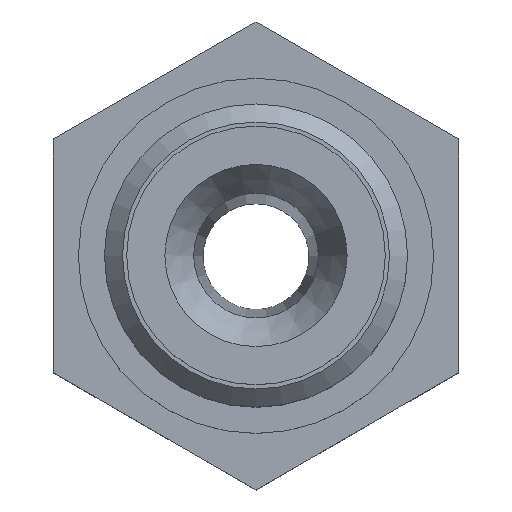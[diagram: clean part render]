
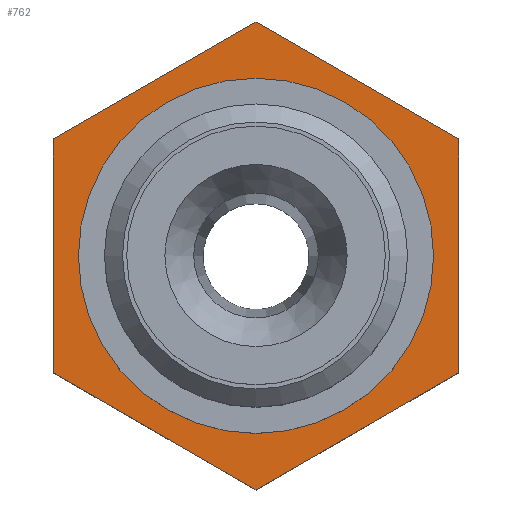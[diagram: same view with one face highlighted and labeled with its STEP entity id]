
A CAD part, top view. The second image highlights one B-rep face of the part: STEP entity #762.
In plain terms, the highlighted planar face has unit normal (0, 0, 1).
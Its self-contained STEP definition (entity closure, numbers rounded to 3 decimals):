
#36=LINE('',#1404,#60);
#38=LINE('',#1408,#62);
#40=LINE('',#1412,#64);
#42=LINE('',#1416,#66);
#44=LINE('',#1420,#68);
#46=LINE('',#1424,#70);
#60=VECTOR('',#1042,1000.);
#62=VECTOR('',#1046,1000.);
#64=VECTOR('',#1050,1000.);
#66=VECTOR('',#1054,1000.);
#68=VECTOR('',#1058,1000.);
#70=VECTOR('',#1062,1000.);
#86=PLANE('',#873);
#151=CIRCLE('',#872,5.7);
#329=ORIENTED_EDGE('',*,*,#417,.T.);
#330=ORIENTED_EDGE('',*,*,#415,.T.);
#331=ORIENTED_EDGE('',*,*,#425,.T.);
#332=ORIENTED_EDGE('',*,*,#423,.T.);
#333=ORIENTED_EDGE('',*,*,#421,.T.);
#334=ORIENTED_EDGE('',*,*,#419,.T.);
#335=ORIENTED_EDGE('',*,*,#433,.T.);
#415=EDGE_CURVE('',#491,#490,#36,.T.);
#417=EDGE_CURVE('',#492,#491,#38,.T.);
#419=EDGE_CURVE('',#493,#492,#40,.T.);
#421=EDGE_CURVE('',#494,#493,#42,.T.);
#423=EDGE_CURVE('',#495,#494,#44,.T.);
#425=EDGE_CURVE('',#490,#495,#46,.T.);
#433=EDGE_CURVE('',#503,#503,#151,.T.);
#490=VERTEX_POINT('',#1403);
#491=VERTEX_POINT('',#1405);
#492=VERTEX_POINT('',#1409);
#493=VERTEX_POINT('',#1413);
#494=VERTEX_POINT('',#1417);
#495=VERTEX_POINT('',#1421);
#503=VERTEX_POINT('',#1447);
#606=EDGE_LOOP('',(#329,#330,#331,#332,#333,#334));
#607=EDGE_LOOP('',(#335));
#690=FACE_BOUND('',#606,.T.);
#691=FACE_BOUND('',#607,.T.);
#762=ADVANCED_FACE('',(#690,#691),#86,.F.);
#872=AXIS2_PLACEMENT_3D('',#1446,#1091,#1092);
#873=AXIS2_PLACEMENT_3D('',#1448,#1093,#1094);
#1042=DIRECTION('',(-0.866,-0.5,0.));
#1046=DIRECTION('',(-0.866,0.5,0.));
#1050=DIRECTION('',(0.,1.,0.));
#1054=DIRECTION('',(0.866,0.5,0.));
#1058=DIRECTION('',(0.866,-0.5,0.));
#1062=DIRECTION('',(0.,-1.,0.));
#1091=DIRECTION('',(0.,0.,-1.));
#1092=DIRECTION('',(-1.,0.,0.));
#1093=DIRECTION('',(0.,0.,-1.));
#1094=DIRECTION('',(-1.,0.,0.));
#1403=CARTESIAN_POINT('',(-6.5,3.753,-7.3));
#1404=CARTESIAN_POINT('',(0.,7.506,-7.3));
#1405=CARTESIAN_POINT('',(0.,7.506,-7.3));
#1408=CARTESIAN_POINT('',(6.5,3.753,-7.3));
#1409=CARTESIAN_POINT('',(6.5,3.753,-7.3));
#1412=CARTESIAN_POINT('',(6.5,-3.753,-7.3));
#1413=CARTESIAN_POINT('',(6.5,-3.753,-7.3));
#1416=CARTESIAN_POINT('',(0.,-7.506,-7.3));
#1417=CARTESIAN_POINT('',(0.,-7.506,-7.3));
#1420=CARTESIAN_POINT('',(-6.5,-3.753,-7.3));
#1421=CARTESIAN_POINT('',(-6.5,-3.753,-7.3));
#1424=CARTESIAN_POINT('',(-6.5,3.753,-7.3));
#1446=CARTESIAN_POINT('',(0.,0.,-7.3));
#1447=CARTESIAN_POINT('',(-5.7,0.,-7.3));
#1448=CARTESIAN_POINT('',(0.,5.7,-7.3));
